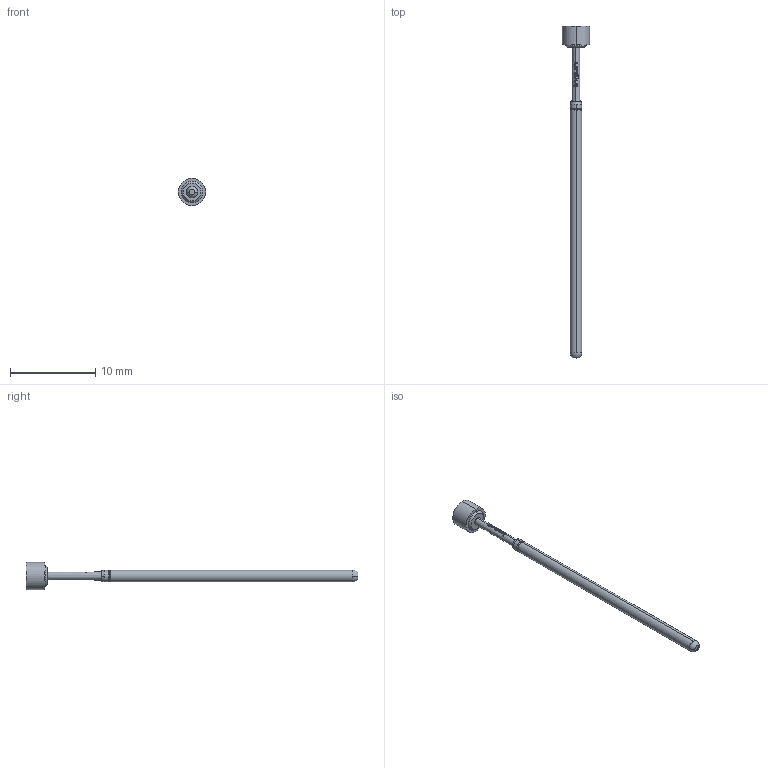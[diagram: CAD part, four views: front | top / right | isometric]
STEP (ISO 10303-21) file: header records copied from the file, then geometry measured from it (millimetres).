
FILE_DESCRIPTION (( 'STEP AP203' ), '1' );
FILE_NAME ('INGUN_GKS-100_006_323_A_xx00_E.STEP', '2021-10-29T08:44:49', ( 'ochi' ), ( '' ), 'SwSTEP 2.0', 'SolidWorks 2018', '' );
FILE_SCHEMA (( 'CONFIG_CONTROL_DESIGN' ));
Length unit declared in the file: millimetre
Products named in the file (1): INGUN_GKS-100_006_323_A_xx00_E
Bounding box: 3.2 x 38.9 x 3.2 mm (x, y, z)
Volume: 64.4 mm3; surface area: 203.8 mm2
Topology: 1 solids, 1 shells, 163 faces, 409 edges, 251 vertices
Faces by surface type: bspline 62, plane 53, cone 26, cylinder 14, torus 6, sphere 2
Entity records: 5906 total; most frequent: CARTESIAN_POINT 2652, ORIENTED_EDGE 814, DIRECTION 423, EDGE_CURVE 407, VERTEX_POINT 251, B_SPLINE_CURVE_WITH_KNOTS 204, EDGE_LOOP 168, AXIS2_PLACEMENT_3D 166
